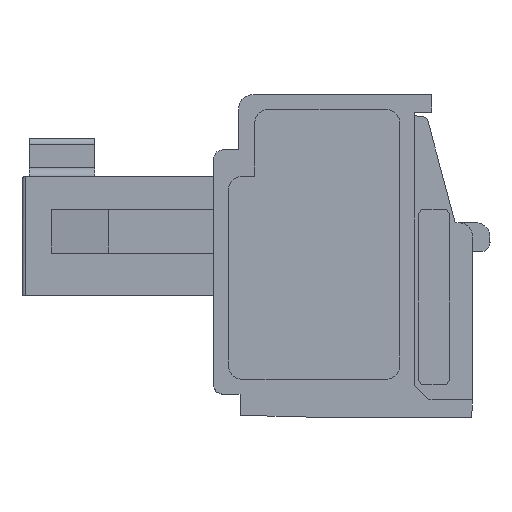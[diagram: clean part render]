
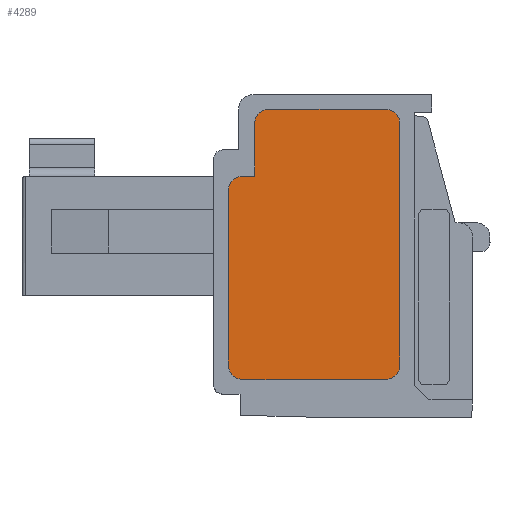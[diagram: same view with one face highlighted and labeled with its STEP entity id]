
A CAD part, left-side view. The second image highlights one B-rep face of the part: STEP entity #4289.
In plain terms, the highlighted planar face has unit normal (-1, 0, 0).
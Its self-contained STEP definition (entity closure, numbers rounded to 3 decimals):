
#4289=ADVANCED_FACE('',(#7979),#7980,.T.);
#7979=FACE_OUTER_BOUND('',#12796,.T.);
#7980=PLANE('',#12797);
#12796=EDGE_LOOP('',(#21106,#21107,#21108,#21109,#21110,#21111,#21112,#21113,#21114,#21115,#21116));
#12797=AXIS2_PLACEMENT_3D('',#21117,#21118,#21119);
#21106=ORIENTED_EDGE('',*,*,#24314,.T.);
#21107=ORIENTED_EDGE('',*,*,#24315,.T.);
#21108=ORIENTED_EDGE('',*,*,#24316,.T.);
#21109=ORIENTED_EDGE('',*,*,#24309,.T.);
#21110=ORIENTED_EDGE('',*,*,#24304,.T.);
#21111=ORIENTED_EDGE('',*,*,#24317,.T.);
#21112=ORIENTED_EDGE('',*,*,#24318,.T.);
#21113=ORIENTED_EDGE('',*,*,#24319,.T.);
#21114=ORIENTED_EDGE('',*,*,#24177,.F.);
#21115=ORIENTED_EDGE('',*,*,#24320,.T.);
#21116=ORIENTED_EDGE('',*,*,#24321,.T.);
#21117=CARTESIAN_POINT('',(0.04,15.448,0.));
#21118=DIRECTION('',(-1.0,0.,0.0));
#21119=DIRECTION('',(0.,-1.0,0.));
#24177=EDGE_CURVE('',#28405,#28401,#28407,.T.);
#24304=EDGE_CURVE('',#28588,#28589,#28590,.T.);
#24309=EDGE_CURVE('',#28594,#28588,#28596,.T.);
#24314=EDGE_CURVE('',#28602,#28603,#28604,.T.);
#24315=EDGE_CURVE('',#28603,#28605,#28606,.T.);
#24316=EDGE_CURVE('',#28605,#28594,#28607,.T.);
#24317=EDGE_CURVE('',#28589,#28608,#28609,.T.);
#24318=EDGE_CURVE('',#28608,#28610,#28611,.T.);
#24319=EDGE_CURVE('',#28610,#28401,#28612,.T.);
#24320=EDGE_CURVE('',#28405,#28613,#28614,.T.);
#24321=EDGE_CURVE('',#28613,#28602,#28615,.T.);
#28401=VERTEX_POINT('',#37590);
#28405=VERTEX_POINT('',#37595);
#28407=CIRCLE('',#37598,0.5);
#28588=VERTEX_POINT('',#37910);
#28589=VERTEX_POINT('',#37911);
#28590=LINE('',#37912,#37913);
#28594=VERTEX_POINT('',#37919);
#28596=CIRCLE('',#37922,0.5);
#28602=VERTEX_POINT('',#37930);
#28603=VERTEX_POINT('',#37931);
#28604=LINE('',#37932,#37933);
#28605=VERTEX_POINT('',#37934);
#28606=CIRCLE('',#37935,0.5);
#28607=LINE('',#37936,#37937);
#28608=VERTEX_POINT('',#37938);
#28609=LINE('',#37939,#37940);
#28610=VERTEX_POINT('',#37941);
#28611=CIRCLE('',#37942,0.5);
#28612=LINE('',#37943,#37944);
#28613=VERTEX_POINT('',#37945);
#28614=LINE('',#37946,#37947);
#28615=CIRCLE('',#37948,0.5);
#37590=CARTESIAN_POINT('',(0.04,8.369,1.8));
#37595=CARTESIAN_POINT('',(0.04,7.869,1.3));
#37598=AXIS2_PLACEMENT_3D('',#40795,#40796,#40797);
#37910=CARTESIAN_POINT('',(0.04,7.469,10.1));
#37911=CARTESIAN_POINT('',(0.04,7.469,8.3));
#37912=CARTESIAN_POINT('',(0.04,7.469,0.));
#37913=VECTOR('',#40941,1.0);
#37919=CARTESIAN_POINT('',(0.04,6.982,10.6));
#37922=AXIS2_PLACEMENT_3D('',#40945,#40946,#40947);
#37930=CARTESIAN_POINT('',(0.04,2.469,1.8));
#37931=CARTESIAN_POINT('',(0.04,2.469,10.1));
#37932=CARTESIAN_POINT('',(0.04,2.469,0.));
#37933=VECTOR('',#40950,1.0);
#37934=CARTESIAN_POINT('',(0.04,2.969,10.6));
#37935=AXIS2_PLACEMENT_3D('',#40951,#40952,#40953);
#37936=CARTESIAN_POINT('',(0.04,15.448,10.6));
#37937=VECTOR('',#40954,1.0);
#37938=CARTESIAN_POINT('',(0.04,7.882,8.3));
#37939=CARTESIAN_POINT('',(0.04,15.448,8.3));
#37940=VECTOR('',#40955,1.0);
#37941=CARTESIAN_POINT('',(0.04,8.369,7.8));
#37942=AXIS2_PLACEMENT_3D('',#40956,#40957,#40958);
#37943=CARTESIAN_POINT('',(0.04,8.369,9.2));
#37944=VECTOR('',#40959,1.0);
#37945=CARTESIAN_POINT('',(0.04,2.969,1.3));
#37946=CARTESIAN_POINT('',(0.04,15.448,1.3));
#37947=VECTOR('',#40960,1.0);
#37948=AXIS2_PLACEMENT_3D('',#40961,#40962,#40963);
#40795=CARTESIAN_POINT('',(0.04,7.869,1.8));
#40796=DIRECTION('',(1.0,0.,0.0));
#40797=DIRECTION('',(0.,1.0,0.));
#40941=DIRECTION('',(0.,0.,-1.0));
#40945=CARTESIAN_POINT('',(0.04,6.969,10.1));
#40946=DIRECTION('',(-1.0,0.,0.0));
#40947=DIRECTION('',(0.,-1.0,0.));
#40950=DIRECTION('',(0.,0.,1.0));
#40951=CARTESIAN_POINT('',(0.04,2.969,10.1));
#40952=DIRECTION('',(-1.0,0.,0.0));
#40953=DIRECTION('',(0.,-1.0,0.));
#40954=DIRECTION('',(0.,1.0,0.));
#40955=DIRECTION('',(0.,1.0,0.));
#40956=CARTESIAN_POINT('',(0.04,7.869,7.8));
#40957=DIRECTION('',(-1.0,0.,0.0));
#40958=DIRECTION('',(0.,-1.0,0.));
#40959=DIRECTION('',(0.,0.,-1.0));
#40960=DIRECTION('',(0.,-1.0,0.));
#40961=CARTESIAN_POINT('',(0.04,2.969,1.8));
#40962=DIRECTION('',(-1.0,0.,0.0));
#40963=DIRECTION('',(0.,-1.0,0.));
